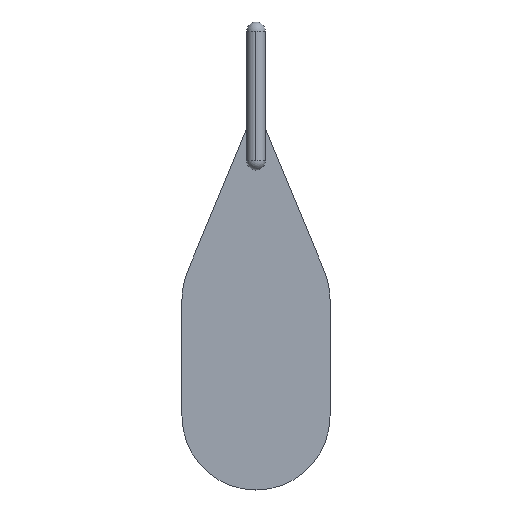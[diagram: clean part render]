
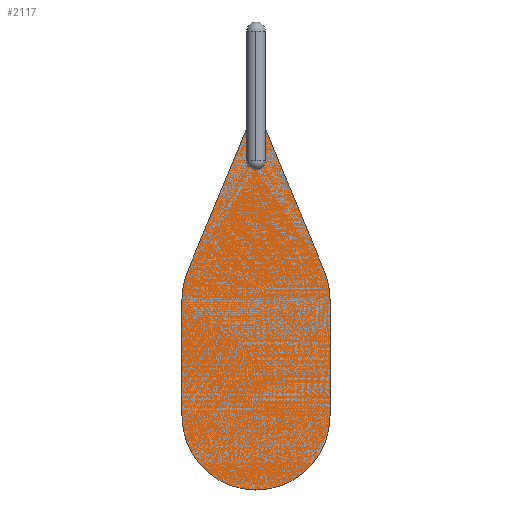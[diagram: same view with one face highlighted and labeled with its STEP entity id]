
A CAD part, top view. The second image highlights one B-rep face of the part: STEP entity #2117.
In plain terms, the highlighted planar face has unit normal (0, 0, 1).
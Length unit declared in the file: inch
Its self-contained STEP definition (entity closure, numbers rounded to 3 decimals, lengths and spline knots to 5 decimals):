
#17 = EDGE_CURVE ( 'NONE', #1066, #1296, #149, .T. ) ;
#22 = PLANE ( 'NONE',  #52 ) ;
#45 = VERTEX_POINT ( 'NONE', #360 ) ;
#52 = AXIS2_PLACEMENT_3D ( 'NONE', #715, #2094, #1751 ) ;
#57 = AXIS2_PLACEMENT_3D ( 'NONE', #1799, #1092, #1479 ) ;
#59 = DIRECTION ( 'NONE',  ( 0., -1., 0. ) ) ;
#64 = EDGE_CURVE ( 'NONE', #1119, #1923, #1387, .T. ) ;
#92 = ORIENTED_EDGE ( 'NONE', *, *, #933, .T. ) ;
#94 = CARTESIAN_POINT ( 'NONE',  ( 0.89895, 1.09264, 0.035 ) ) ;
#99 = DIRECTION ( 'NONE',  ( 1., 0., 0. ) ) ;
#149 = LINE ( 'NONE', #1001, #352 ) ;
#237 = CARTESIAN_POINT ( 'NONE',  ( 0.83645, 0.98297, 0.035 ) ) ;
#241 = CARTESIAN_POINT ( 'NONE',  ( 0.89895, 0.95172, 0.035 ) ) ;
#244 = DIRECTION ( 'NONE',  ( 0., 0., 1. ) ) ;
#276 = VERTEX_POINT ( 'NONE', #400 ) ;
#277 = LINE ( 'NONE', #921, #526 ) ;
#279 = EDGE_CURVE ( 'NONE', #1923, #1066, #1029, .T. ) ;
#296 = DIRECTION ( 'NONE',  ( -0.383, -0.924, 0. ) ) ;
#316 = DIRECTION ( 'NONE',  ( 1., 0., 0. ) ) ;
#324 = CARTESIAN_POINT ( 'NONE',  ( 0.6177, 0.5148, 0.035 ) ) ;
#327 = EDGE_CURVE ( 'NONE', #2125, #454, #277, .T. ) ;
#340 = VECTOR ( 'NONE', #806, 39.37008 ) ;
#352 = VECTOR ( 'NONE', #1330, 39.37008 ) ;
#360 = CARTESIAN_POINT ( 'NONE',  ( 0.6177, 0.1211, 0.035 ) ) ;
#381 = CARTESIAN_POINT ( 'NONE',  ( 1.1177, 0.1211, 0.035 ) ) ;
#400 = CARTESIAN_POINT ( 'NONE',  ( 0.89895, 0.98297, 0.035 ) ) ;
#450 = CARTESIAN_POINT ( 'NONE',  ( 0.8677, 0.5148, 0.035 ) ) ;
#451 = CARTESIAN_POINT ( 'NONE',  ( 0.8677, 0.98297, 0.035 ) ) ;
#454 = VERTEX_POINT ( 'NONE', #977 ) ;
#478 = LINE ( 'NONE', #833, #2041 ) ;
#500 = CARTESIAN_POINT ( 'NONE',  ( 1.09867, 0.61047, 0.035 ) ) ;
#510 = ORIENTED_EDGE ( 'NONE', *, *, #1324, .T. ) ;
#526 = VECTOR ( 'NONE', #1613, 39.37008 ) ;
#612 = EDGE_LOOP ( 'NONE', ( #1085, #1800, #1094, #510, #92, #1944, #913, #1165, #1461, #2052 ) ) ;
#635 = AXIS2_PLACEMENT_3D ( 'NONE', #451, #1509, #316 ) ;
#669 = CIRCLE ( 'NONE', #635, 0.03125 ) ;
#715 = CARTESIAN_POINT ( 'NONE',  ( 0.8677, 0.5148, 0.035 ) ) ;
#799 = EDGE_CURVE ( 'NONE', #45, #1119, #1309, .T. ) ;
#804 = VERTEX_POINT ( 'NONE', #1598 ) ;
#806 = DIRECTION ( 'NONE',  ( 0., -1., 0. ) ) ;
#833 = CARTESIAN_POINT ( 'NONE',  ( 0.83645, 1.09264, 0.035 ) ) ;
#848 = CARTESIAN_POINT ( 'NONE',  ( 1.1177, 0.1211, 0.035 ) ) ;
#875 = FACE_OUTER_BOUND ( 'NONE', #612, .T. ) ;
#895 = EDGE_CURVE ( 'NONE', #454, #804, #478, .T. ) ;
#913 = ORIENTED_EDGE ( 'NONE', *, *, #64, .T. ) ;
#921 = CARTESIAN_POINT ( 'NONE',  ( 0.83645, 0.95172, 0.035 ) ) ;
#933 = EDGE_CURVE ( 'NONE', #1979, #45, #1325, .T. ) ;
#977 = CARTESIAN_POINT ( 'NONE',  ( 0.83645, 1.09264, 0.035 ) ) ;
#1001 = CARTESIAN_POINT ( 'NONE',  ( 0.89895, 1.09264, 0.035 ) ) ;
#1029 = CIRCLE ( 'NONE', #57, 0.25 ) ;
#1057 = DIRECTION ( 'NONE',  ( 0., 1., 0. ) ) ;
#1066 = VERTEX_POINT ( 'NONE', #500 ) ;
#1085 = ORIENTED_EDGE ( 'NONE', *, *, #1819, .T. ) ;
#1092 = DIRECTION ( 'NONE',  ( 0., 0., 1. ) ) ;
#1094 = ORIENTED_EDGE ( 'NONE', *, *, #895, .T. ) ;
#1119 = VERTEX_POINT ( 'NONE', #848 ) ;
#1165 = ORIENTED_EDGE ( 'NONE', *, *, #279, .T. ) ;
#1184 = VECTOR ( 'NONE', #1057, 39.37008 ) ;
#1296 = VERTEX_POINT ( 'NONE', #94 ) ;
#1303 = DIRECTION ( 'NONE',  ( 0., 0., 1. ) ) ;
#1309 = CIRCLE ( 'NONE', #1426, 0.25 ) ;
#1324 = EDGE_CURVE ( 'NONE', #804, #1979, #2008, .T. ) ;
#1325 = LINE ( 'NONE', #1486, #340 ) ;
#1330 = DIRECTION ( 'NONE',  ( -0.383, 0.924, 0. ) ) ;
#1387 = LINE ( 'NONE', #381, #1184 ) ;
#1426 = AXIS2_PLACEMENT_3D ( 'NONE', #1767, #244, #99 ) ;
#1461 = ORIENTED_EDGE ( 'NONE', *, *, #17, .T. ) ;
#1479 = DIRECTION ( 'NONE',  ( 1., 0., 0. ) ) ;
#1486 = CARTESIAN_POINT ( 'NONE',  ( 0.6177, 0.1211, 0.035 ) ) ;
#1509 = DIRECTION ( 'NONE',  ( 0., 0., -1. ) ) ;
#1597 = DIRECTION ( 'NONE',  ( 1., 0., 0. ) ) ;
#1598 = CARTESIAN_POINT ( 'NONE',  ( 0.63673, 0.61047, 0.035 ) ) ;
#1606 = AXIS2_PLACEMENT_3D ( 'NONE', #450, #1303, #1597 ) ;
#1611 = VECTOR ( 'NONE', #59, 39.37008 ) ;
#1613 = DIRECTION ( 'NONE',  ( 0., 1., 0. ) ) ;
#1751 = DIRECTION ( 'NONE',  ( 1., 0., 0. ) ) ;
#1766 = EDGE_CURVE ( 'NONE', #1296, #276, #1784, .T. ) ;
#1767 = CARTESIAN_POINT ( 'NONE',  ( 0.8677, 0.1211, 0.035 ) ) ;
#1784 = LINE ( 'NONE', #241, #1611 ) ;
#1799 = CARTESIAN_POINT ( 'NONE',  ( 0.8677, 0.5148, 0.035 ) ) ;
#1800 = ORIENTED_EDGE ( 'NONE', *, *, #327, .T. ) ;
#1809 = CARTESIAN_POINT ( 'NONE',  ( 1.1177, 0.5148, 0.035 ) ) ;
#1819 = EDGE_CURVE ( 'NONE', #276, #2125, #669, .T. ) ;
#1923 = VERTEX_POINT ( 'NONE', #1809 ) ;
#1944 = ORIENTED_EDGE ( 'NONE', *, *, #799, .T. ) ;
#1979 = VERTEX_POINT ( 'NONE', #324 ) ;
#2008 = CIRCLE ( 'NONE', #1606, 0.25 ) ;
#2041 = VECTOR ( 'NONE', #296, 39.37008 ) ;
#2052 = ORIENTED_EDGE ( 'NONE', *, *, #1766, .T. ) ;
#2094 = DIRECTION ( 'NONE',  ( 0., 0., 1. ) ) ;
#2117 = ADVANCED_FACE ( 'NONE', ( #875 ), #22, .T. ) ;
#2125 = VERTEX_POINT ( 'NONE', #237 ) ;
